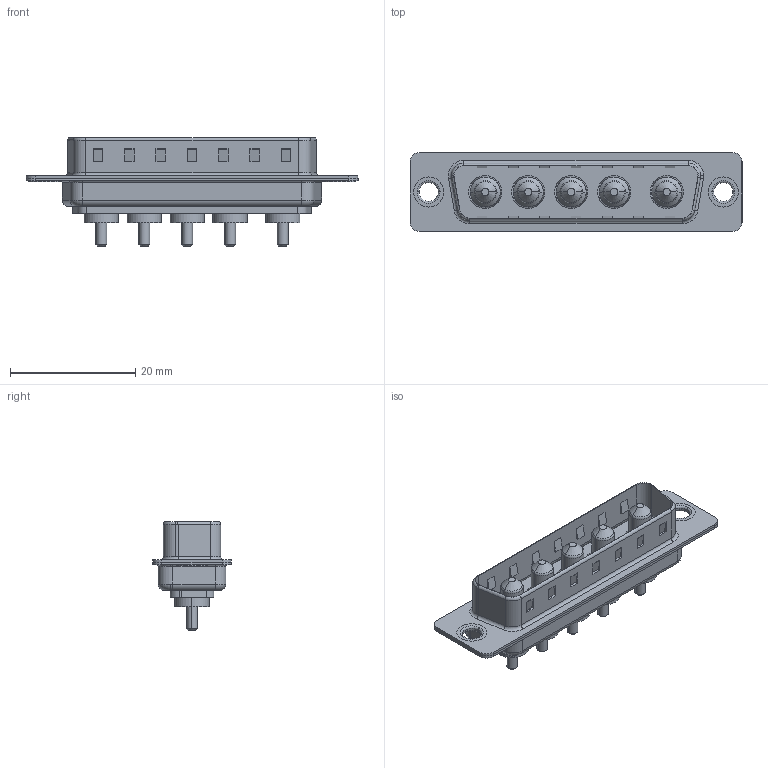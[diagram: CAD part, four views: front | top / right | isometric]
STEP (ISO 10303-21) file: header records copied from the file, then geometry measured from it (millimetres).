
FILE_DESCRIPTION (( 'STEP AP203' ), '1' );
FILE_NAME ('627-5W5-224-1N1.STEP', '2019-05-25T19:14:55', ( '' ), ( '' ), 'SwSTEP 2.0', 'SolidWorks 2016', '' );
FILE_SCHEMA (( 'CONFIG_CONTROL_DESIGN' ));
Length unit declared in the file: millimetre
Products named in the file (6): 627Combo Shell Front_25 Contacts; 627Combo Thru Hole Rivet; Power Pin_10A S; 627-5W5-224-1N1; 627Combo Housing_5W5; 627Combo Shell Rear_25 Contacts
Assembly tree (10 placements, depth 2):
  627-5W5-224-1N1
    627Combo Housing_5W5
    627Combo Shell Rear_25 Contacts
    627Combo Shell Front_25 Contacts
    627Combo Thru Hole Rivet  x2
    Power Pin_10A S  x5
Bounding box: 53 x 12.6 x 17.4 mm (x, y, z)
Volume: 2911.2 mm3; surface area: 6461.9 mm2
Topology: 15 solids, 15 shells, 550 faces, 1300 edges, 806 vertices
Faces by surface type: plane 221, cylinder 216, torus 68, cone 35, bspline 10
Entity records: 12491 total; most frequent: DIRECTION 2124, CARTESIAN_POINT 2085, ORIENTED_EDGE 1932, EDGE_CURVE 966, AXIS2_PLACEMENT_3D 776, VERTEX_POINT 606, LINE 572, VECTOR 572
